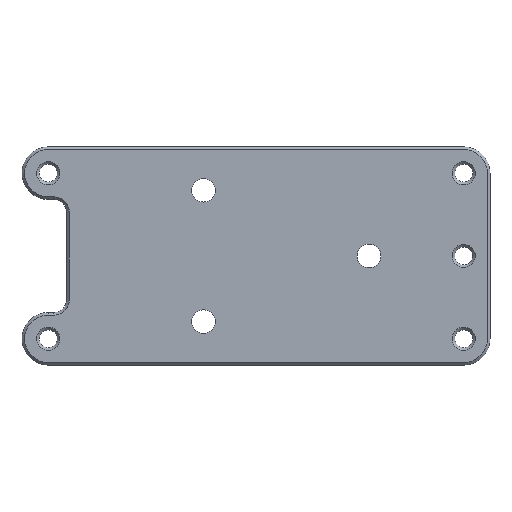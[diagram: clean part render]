
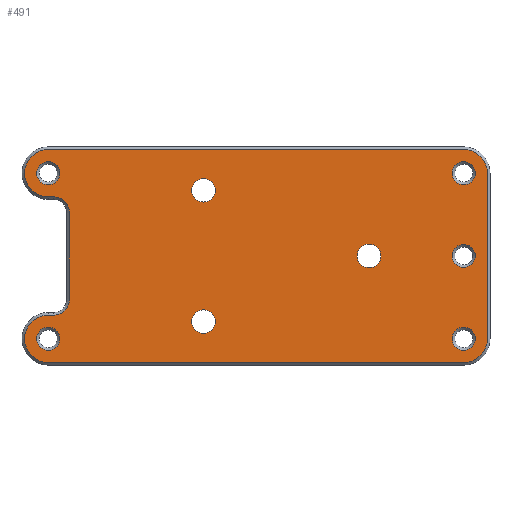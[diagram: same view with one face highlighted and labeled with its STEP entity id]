
A CAD part, top view. The second image highlights one B-rep face of the part: STEP entity #491.
In plain terms, the highlighted planar face has unit normal (0, 0, 1).
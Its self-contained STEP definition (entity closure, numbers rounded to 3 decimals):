
#127 = VERTEX_POINT('',#128);
#128 = CARTESIAN_POINT('',(79.,-40.5,10.));
#136 = VERTEX_POINT('',#137);
#137 = CARTESIAN_POINT('',(88.,-31.5,10.));
#143 = EDGE_CURVE('',#127,#136,#144,.T.);
#144 = CIRCLE('',#145,9.);
#145 = AXIS2_PLACEMENT_3D('',#146,#147,#148);
#146 = CARTESIAN_POINT('',(79.,-31.5,10.));
#147 = DIRECTION('',(0.,0.,1.));
#148 = DIRECTION('',(0.,-1.,0.));
#214 = VERTEX_POINT('',#215);
#215 = CARTESIAN_POINT('',(-79.,-40.5,10.));
#223 = EDGE_CURVE('',#214,#127,#224,.T.);
#224 = LINE('',#225,#226);
#225 = CARTESIAN_POINT('',(-79.,-40.5,10.));
#226 = VECTOR('',#227,1.);
#227 = DIRECTION('',(1.,0.,-0.));
#491 = ADVANCED_FACE('',(#492,#579,#599,#619,#639,#650,#661,#672,#683),
  #694,.T.);
#492 = FACE_BOUND('',#493,.T.);
#493 = EDGE_LOOP('',(#494,#495,#503,#512,#520,#529,#537,#546,#554,#563,
    #571,#578));
#494 = ORIENTED_EDGE('',*,*,#143,.T.);
#495 = ORIENTED_EDGE('',*,*,#496,.T.);
#496 = EDGE_CURVE('',#136,#497,#499,.T.);
#497 = VERTEX_POINT('',#498);
#498 = CARTESIAN_POINT('',(88.,31.5,10.));
#499 = LINE('',#500,#501);
#500 = CARTESIAN_POINT('',(88.,-31.5,10.));
#501 = VECTOR('',#502,1.);
#502 = DIRECTION('',(0.,1.,-0.));
#503 = ORIENTED_EDGE('',*,*,#504,.T.);
#504 = EDGE_CURVE('',#497,#505,#507,.T.);
#505 = VERTEX_POINT('',#506);
#506 = CARTESIAN_POINT('',(79.,40.5,10.));
#507 = CIRCLE('',#508,9.);
#508 = AXIS2_PLACEMENT_3D('',#509,#510,#511);
#509 = CARTESIAN_POINT('',(79.,31.5,10.));
#510 = DIRECTION('',(0.,0.,1.));
#511 = DIRECTION('',(1.,0.,-0.));
#512 = ORIENTED_EDGE('',*,*,#513,.T.);
#513 = EDGE_CURVE('',#505,#514,#516,.T.);
#514 = VERTEX_POINT('',#515);
#515 = CARTESIAN_POINT('',(-79.,40.5,10.));
#516 = LINE('',#517,#518);
#517 = CARTESIAN_POINT('',(79.,40.5,10.));
#518 = VECTOR('',#519,1.);
#519 = DIRECTION('',(-1.,0.,-0.));
#520 = ORIENTED_EDGE('',*,*,#521,.T.);
#521 = EDGE_CURVE('',#514,#522,#524,.T.);
#522 = VERTEX_POINT('',#523);
#523 = CARTESIAN_POINT('',(-79.,22.5,10.));
#524 = CIRCLE('',#525,9.);
#525 = AXIS2_PLACEMENT_3D('',#526,#527,#528);
#526 = CARTESIAN_POINT('',(-79.,31.5,10.));
#527 = DIRECTION('',(0.,0.,1.));
#528 = DIRECTION('',(0.,1.,0.));
#529 = ORIENTED_EDGE('',*,*,#530,.T.);
#530 = EDGE_CURVE('',#522,#531,#533,.T.);
#531 = VERTEX_POINT('',#532);
#532 = CARTESIAN_POINT('',(-77.,22.5,10.));
#533 = LINE('',#534,#535);
#534 = CARTESIAN_POINT('',(-79.,22.5,10.));
#535 = VECTOR('',#536,1.);
#536 = DIRECTION('',(1.,-0.,-0.));
#537 = ORIENTED_EDGE('',*,*,#538,.T.);
#538 = EDGE_CURVE('',#531,#539,#541,.T.);
#539 = VERTEX_POINT('',#540);
#540 = CARTESIAN_POINT('',(-71.,16.5,10.));
#541 = CIRCLE('',#542,6.);
#542 = AXIS2_PLACEMENT_3D('',#543,#544,#545);
#543 = CARTESIAN_POINT('',(-77.,16.5,10.));
#544 = DIRECTION('',(0.,-0.,-1.));
#545 = DIRECTION('',(0.,1.,-0.));
#546 = ORIENTED_EDGE('',*,*,#547,.T.);
#547 = EDGE_CURVE('',#539,#548,#550,.T.);
#548 = VERTEX_POINT('',#549);
#549 = CARTESIAN_POINT('',(-71.,-16.5,10.));
#550 = LINE('',#551,#552);
#551 = CARTESIAN_POINT('',(-71.,16.5,10.));
#552 = VECTOR('',#553,1.);
#553 = DIRECTION('',(-0.,-1.,-0.));
#554 = ORIENTED_EDGE('',*,*,#555,.T.);
#555 = EDGE_CURVE('',#548,#556,#558,.T.);
#556 = VERTEX_POINT('',#557);
#557 = CARTESIAN_POINT('',(-77.,-22.5,10.));
#558 = CIRCLE('',#559,6.);
#559 = AXIS2_PLACEMENT_3D('',#560,#561,#562);
#560 = CARTESIAN_POINT('',(-77.,-16.5,10.));
#561 = DIRECTION('',(0.,-0.,-1.));
#562 = DIRECTION('',(1.,0.,-0.));
#563 = ORIENTED_EDGE('',*,*,#564,.T.);
#564 = EDGE_CURVE('',#556,#565,#567,.T.);
#565 = VERTEX_POINT('',#566);
#566 = CARTESIAN_POINT('',(-79.,-22.5,10.));
#567 = LINE('',#568,#569);
#568 = CARTESIAN_POINT('',(-77.,-22.5,10.));
#569 = VECTOR('',#570,1.);
#570 = DIRECTION('',(-1.,-0.,-0.));
#571 = ORIENTED_EDGE('',*,*,#572,.T.);
#572 = EDGE_CURVE('',#565,#214,#573,.T.);
#573 = CIRCLE('',#574,9.);
#574 = AXIS2_PLACEMENT_3D('',#575,#576,#577);
#575 = CARTESIAN_POINT('',(-79.,-31.5,10.));
#576 = DIRECTION('',(0.,0.,1.));
#577 = DIRECTION('',(0.,1.,-0.));
#578 = ORIENTED_EDGE('',*,*,#223,.T.);
#579 = FACE_BOUND('',#580,.T.);
#580 = EDGE_LOOP('',(#581,#592));
#581 = ORIENTED_EDGE('',*,*,#582,.F.);
#582 = EDGE_CURVE('',#583,#585,#587,.T.);
#583 = VERTEX_POINT('',#584);
#584 = CARTESIAN_POINT('',(-15.5,-25.,10.));
#585 = VERTEX_POINT('',#586);
#586 = CARTESIAN_POINT('',(-24.5,-25.,10.));
#587 = CIRCLE('',#588,4.5);
#588 = AXIS2_PLACEMENT_3D('',#589,#590,#591);
#589 = CARTESIAN_POINT('',(-20.,-25.,10.));
#590 = DIRECTION('',(0.,0.,1.));
#591 = DIRECTION('',(1.,0.,0.));
#592 = ORIENTED_EDGE('',*,*,#593,.F.);
#593 = EDGE_CURVE('',#585,#583,#594,.T.);
#594 = CIRCLE('',#595,4.5);
#595 = AXIS2_PLACEMENT_3D('',#596,#597,#598);
#596 = CARTESIAN_POINT('',(-20.,-25.,10.));
#597 = DIRECTION('',(0.,0.,1.));
#598 = DIRECTION('',(1.,0.,0.));
#599 = FACE_BOUND('',#600,.T.);
#600 = EDGE_LOOP('',(#601,#612));
#601 = ORIENTED_EDGE('',*,*,#602,.F.);
#602 = EDGE_CURVE('',#603,#605,#607,.T.);
#603 = VERTEX_POINT('',#604);
#604 = CARTESIAN_POINT('',(-15.5,25.,10.));
#605 = VERTEX_POINT('',#606);
#606 = CARTESIAN_POINT('',(-24.5,25.,10.));
#607 = CIRCLE('',#608,4.5);
#608 = AXIS2_PLACEMENT_3D('',#609,#610,#611);
#609 = CARTESIAN_POINT('',(-20.,25.,10.));
#610 = DIRECTION('',(0.,0.,1.));
#611 = DIRECTION('',(1.,0.,0.));
#612 = ORIENTED_EDGE('',*,*,#613,.F.);
#613 = EDGE_CURVE('',#605,#603,#614,.T.);
#614 = CIRCLE('',#615,4.5);
#615 = AXIS2_PLACEMENT_3D('',#616,#617,#618);
#616 = CARTESIAN_POINT('',(-20.,25.,10.));
#617 = DIRECTION('',(0.,0.,1.));
#618 = DIRECTION('',(1.,0.,0.));
#619 = FACE_BOUND('',#620,.T.);
#620 = EDGE_LOOP('',(#621,#632));
#621 = ORIENTED_EDGE('',*,*,#622,.F.);
#622 = EDGE_CURVE('',#623,#625,#627,.T.);
#623 = VERTEX_POINT('',#624);
#624 = CARTESIAN_POINT('',(47.5,0.,10.));
#625 = VERTEX_POINT('',#626);
#626 = CARTESIAN_POINT('',(38.5,0.,10.));
#627 = CIRCLE('',#628,4.5);
#628 = AXIS2_PLACEMENT_3D('',#629,#630,#631);
#629 = CARTESIAN_POINT('',(43.,0.,10.));
#630 = DIRECTION('',(0.,0.,1.));
#631 = DIRECTION('',(1.,0.,0.));
#632 = ORIENTED_EDGE('',*,*,#633,.F.);
#633 = EDGE_CURVE('',#625,#623,#634,.T.);
#634 = CIRCLE('',#635,4.5);
#635 = AXIS2_PLACEMENT_3D('',#636,#637,#638);
#636 = CARTESIAN_POINT('',(43.,0.,10.));
#637 = DIRECTION('',(0.,0.,1.));
#638 = DIRECTION('',(1.,0.,0.));
#639 = FACE_BOUND('',#640,.T.);
#640 = EDGE_LOOP('',(#641));
#641 = ORIENTED_EDGE('',*,*,#642,.F.);
#642 = EDGE_CURVE('',#643,#643,#645,.T.);
#643 = VERTEX_POINT('',#644);
#644 = CARTESIAN_POINT('',(-83.4,-31.5,10.));
#645 = CIRCLE('',#646,4.4);
#646 = AXIS2_PLACEMENT_3D('',#647,#648,#649);
#647 = CARTESIAN_POINT('',(-79.,-31.5,10.));
#648 = DIRECTION('',(0.,0.,1.));
#649 = DIRECTION('',(-1.,0.,0.));
#650 = FACE_BOUND('',#651,.T.);
#651 = EDGE_LOOP('',(#652));
#652 = ORIENTED_EDGE('',*,*,#653,.F.);
#653 = EDGE_CURVE('',#654,#654,#656,.T.);
#654 = VERTEX_POINT('',#655);
#655 = CARTESIAN_POINT('',(74.6,-31.5,10.));
#656 = CIRCLE('',#657,4.4);
#657 = AXIS2_PLACEMENT_3D('',#658,#659,#660);
#658 = CARTESIAN_POINT('',(79.,-31.5,10.));
#659 = DIRECTION('',(0.,0.,1.));
#660 = DIRECTION('',(-1.,0.,0.));
#661 = FACE_BOUND('',#662,.T.);
#662 = EDGE_LOOP('',(#663));
#663 = ORIENTED_EDGE('',*,*,#664,.F.);
#664 = EDGE_CURVE('',#665,#665,#667,.T.);
#665 = VERTEX_POINT('',#666);
#666 = CARTESIAN_POINT('',(-83.4,31.5,10.));
#667 = CIRCLE('',#668,4.4);
#668 = AXIS2_PLACEMENT_3D('',#669,#670,#671);
#669 = CARTESIAN_POINT('',(-79.,31.5,10.));
#670 = DIRECTION('',(0.,0.,1.));
#671 = DIRECTION('',(-1.,0.,0.));
#672 = FACE_BOUND('',#673,.T.);
#673 = EDGE_LOOP('',(#674));
#674 = ORIENTED_EDGE('',*,*,#675,.F.);
#675 = EDGE_CURVE('',#676,#676,#678,.T.);
#676 = VERTEX_POINT('',#677);
#677 = CARTESIAN_POINT('',(74.6,0.,10.));
#678 = CIRCLE('',#679,4.4);
#679 = AXIS2_PLACEMENT_3D('',#680,#681,#682);
#680 = CARTESIAN_POINT('',(79.,0.,10.));
#681 = DIRECTION('',(0.,0.,1.));
#682 = DIRECTION('',(-1.,0.,0.));
#683 = FACE_BOUND('',#684,.T.);
#684 = EDGE_LOOP('',(#685));
#685 = ORIENTED_EDGE('',*,*,#686,.F.);
#686 = EDGE_CURVE('',#687,#687,#689,.T.);
#687 = VERTEX_POINT('',#688);
#688 = CARTESIAN_POINT('',(74.6,31.5,10.));
#689 = CIRCLE('',#690,4.4);
#690 = AXIS2_PLACEMENT_3D('',#691,#692,#693);
#691 = CARTESIAN_POINT('',(79.,31.5,10.));
#692 = DIRECTION('',(0.,0.,1.));
#693 = DIRECTION('',(-1.,0.,0.));
#694 = PLANE('',#695);
#695 = AXIS2_PLACEMENT_3D('',#696,#697,#698);
#696 = CARTESIAN_POINT('',(-1.278,0.,10.));
#697 = DIRECTION('',(0.,0.,1.));
#698 = DIRECTION('',(1.,0.,0.));
